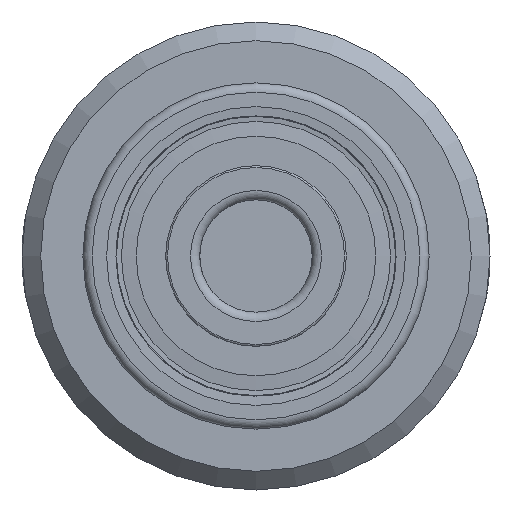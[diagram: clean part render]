
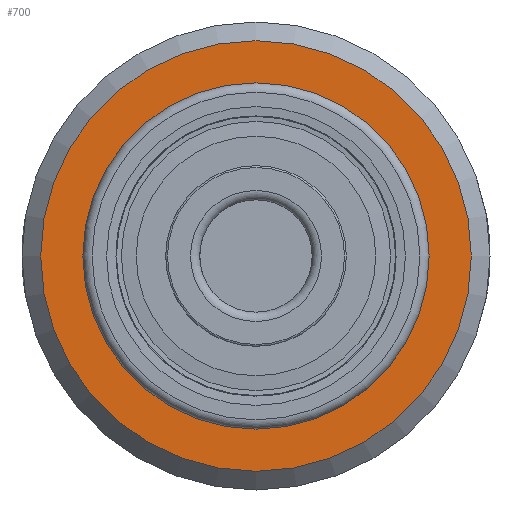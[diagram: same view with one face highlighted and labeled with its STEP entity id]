
A CAD part, front view. The second image highlights one B-rep face of the part: STEP entity #700.
In plain terms, the highlighted planar face has unit normal (0, -1, 0).
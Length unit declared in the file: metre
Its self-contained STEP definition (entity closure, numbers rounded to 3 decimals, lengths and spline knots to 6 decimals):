
#700 = ADVANCED_FACE( '', ( #1009, #1010 ), #1011, .F. );
#1009 = FACE_BOUND( '', #1595, .T. );
#1010 = FACE_OUTER_BOUND( '', #1596, .T. );
#1011 = PLANE( '', #1597 );
#1595 = EDGE_LOOP( '', ( #2515 ) );
#1596 = EDGE_LOOP( '', ( #2516 ) );
#1597 = AXIS2_PLACEMENT_3D( '', #2517, #2518, #2519 );
#2515 = ORIENTED_EDGE( '', *, *, #3004, .F. );
#2516 = ORIENTED_EDGE( '', *, *, #3003, .T. );
#2517 = CARTESIAN_POINT( '', ( 0., 0.047, 0.0179 ) );
#2518 = DIRECTION( '', ( 0., 1., 0. ) );
#2519 = DIRECTION( '', ( 0., 0., 1. ) );
#3003 = EDGE_CURVE( '', #3339, #3339, #3340, .T. );
#3004 = EDGE_CURVE( '', #3341, #3341, #3342, .T. );
#3339 = VERTEX_POINT( '', #3648 );
#3340 = CIRCLE( '', #3649, 0.023 );
#3341 = VERTEX_POINT( '', #3650 );
#3342 = CIRCLE( '', #3651, 0.0128 );
#3648 = CARTESIAN_POINT( '', ( 0., 0.047, -0.023 ) );
#3649 = AXIS2_PLACEMENT_3D( '', #4257, #4258, #4259 );
#3650 = CARTESIAN_POINT( '', ( 0., 0.047, -0.0128 ) );
#3651 = AXIS2_PLACEMENT_3D( '', #4260, #4261, #4262 );
#4257 = CARTESIAN_POINT( '', ( 0., 0.047, 0. ) );
#4258 = DIRECTION( '', ( 0., -1., 0. ) );
#4259 = DIRECTION( '', ( 0., 0., -1. ) );
#4260 = CARTESIAN_POINT( '', ( 0., 0.047, 0. ) );
#4261 = DIRECTION( '', ( 0., -1., 0. ) );
#4262 = DIRECTION( '', ( 0., 0., -1. ) );
